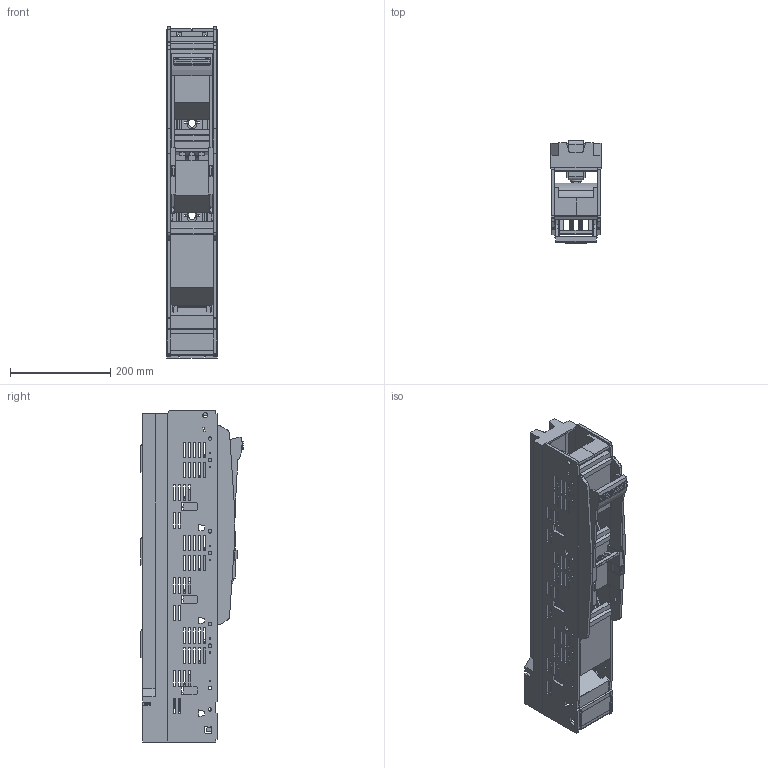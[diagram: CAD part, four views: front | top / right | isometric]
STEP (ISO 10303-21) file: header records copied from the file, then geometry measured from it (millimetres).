
FILE_DESCRIPTION(('CATIA V5 STEP'),'2;1');
FILE_NAME('L0512_NH_Sicherungslastschaltleiste_SL1_3x3_3A.stp','2018-08-14T13:27:38+00:00',('none'),('Jean Müller GmbH'),'CATIA Version 5 Release 19 SP 9 (IN-10)','CATIA V5 STEP AP214','none');
FILE_SCHEMA(('AUTOMOTIVE_DESIGN { 1 0 10303 214 1 1 1 1 }'));
Products named in the file (1): L0512_NH-Sicherungslastschaltleiste
Bounding box: 100 x 205.05 x 661.98 mm (x, y, z)
Volume: 3106655.9 mm3; surface area: 1071278.7 mm2
Topology: 13 solids, 17 shells, 2449 faces, 6378 edges, 3977 vertices
Faces by surface type: plane 2099, cylinder 292, cone 42, bspline 8, sphere 4, torus 4
Entity records: 71202 total; most frequent: CARTESIAN_POINT 13793, ORIENTED_EDGE 12748, DIRECTION 9834, EDGE_CURVE 6374, VECTOR 5534, LINE 5534, VERTEX_POINT 3977, EDGE_LOOP 2837
